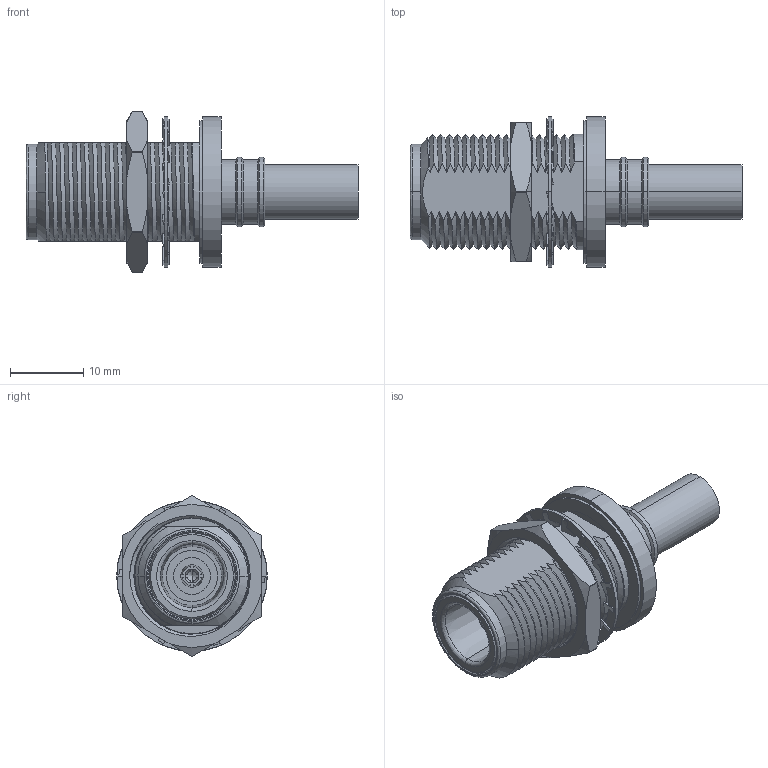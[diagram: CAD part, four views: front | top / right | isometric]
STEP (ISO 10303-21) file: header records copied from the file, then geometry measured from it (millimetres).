
FILE_DESCRIPTION (( 'STEP AP203' ), '1' );
FILE_NAME ('3190-6316(EZ-240-NF-BH-X).STEP', '2020-08-26T06:24:09', ( '' ), ( '' ), 'SwSTEP 2.0', 'SolidWorks 2017', '' );
FILE_SCHEMA (( 'CONFIG_CONTROL_DESIGN' ));
Length unit declared in the file: millimetre
Products named in the file (1): 3190-6316(EZ-240-NF-BH-X)
Bounding box: 45.33 x 20.57 x 21.94 mm (x, y, z)
Volume: 5352.1 mm3; surface area: 4503.4 mm2
Topology: 3 solids, 3 shells, 350 faces, 948 edges, 615 vertices
Faces by surface type: plane 124, bspline 112, cylinder 67, cone 47
Entity records: 61954 total; most frequent: CARTESIAN_POINT 54026, ORIENTED_EDGE 1892, DIRECTION 1300, EDGE_CURVE 946, VERTEX_POINT 615, LINE 434, VECTOR 434, AXIS2_PLACEMENT_3D 433
